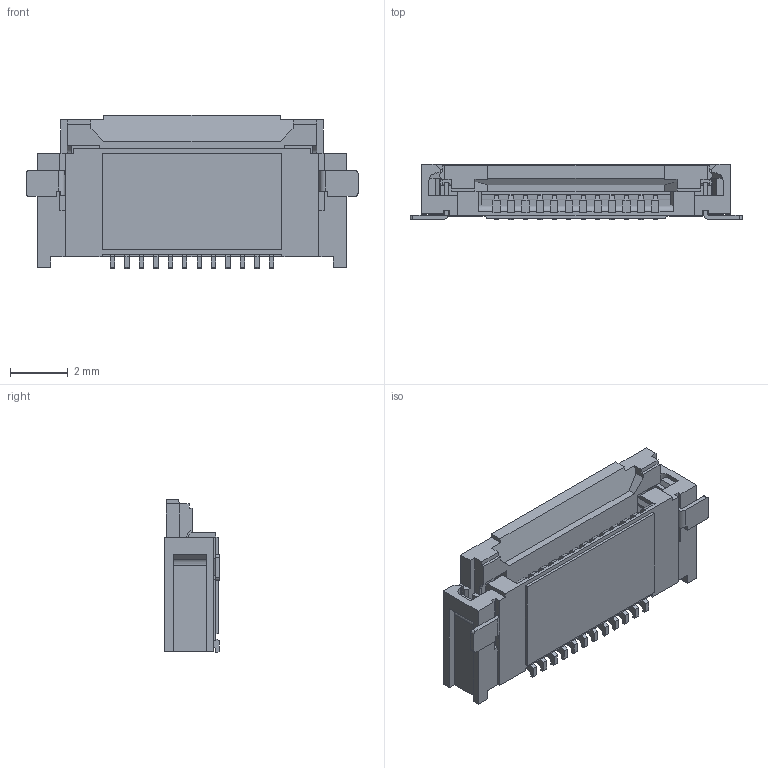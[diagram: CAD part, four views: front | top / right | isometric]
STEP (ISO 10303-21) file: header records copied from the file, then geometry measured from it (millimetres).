
FILE_DESCRIPTION((''),'2;1');
FILE_NAME('5051101292','2016-07-12T',('gsharma'),(''),'PRO/ENGINEER BY PARAMETRIC TECHNOLOGY CORPORATION, 2012310','PRO/ENGINEER BY PARAMETRIC TECHNOLOGY CORPORATION, 2012310','');
FILE_SCHEMA(('CONFIG_CONTROL_DESIGN'));
Length unit declared in the file: millimetre
Products named in the file (1): 5051101292
Bounding box: 11.5 x 1.9 x 5.3 mm (x, y, z)
Volume: 62.5 mm3; surface area: 268.6 mm2
Topology: 1 solids, 1 shells, 722 faces, 2265 edges, 1522 vertices
Faces by surface type: plane 656, cylinder 66
Entity records: 24760 total; most frequent: CARTESIAN_POINT 4482, ORIENTED_EDGE 4418, DIRECTION 3863, EDGE_CURVE 2209, VECTOR 2101, LINE 2101, VERTEX_POINT 1466, AXIS2_PLACEMENT_3D 881
